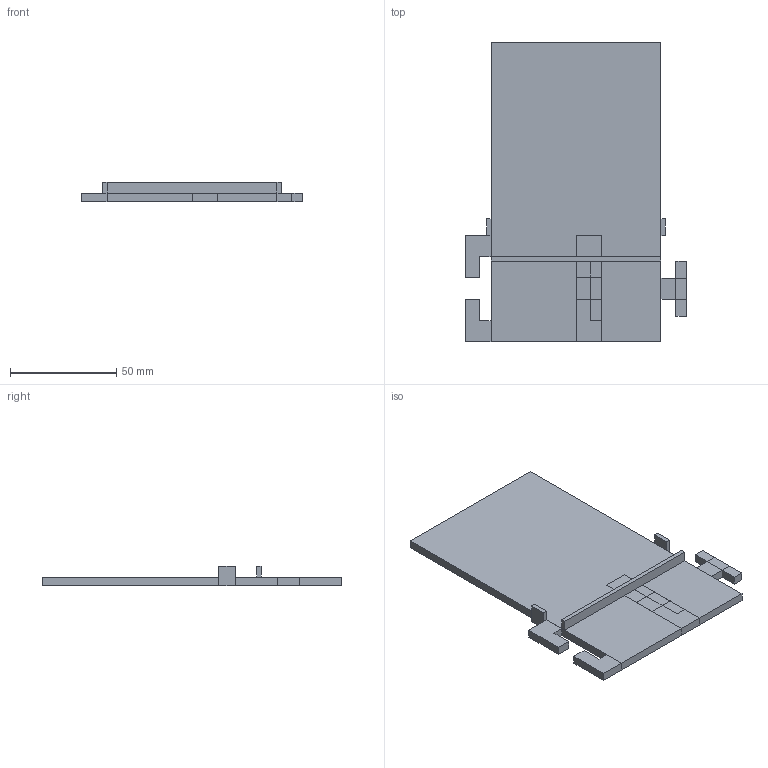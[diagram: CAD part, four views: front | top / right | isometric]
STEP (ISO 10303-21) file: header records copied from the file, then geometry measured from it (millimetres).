
FILE_DESCRIPTION(('FreeCAD Model'),'2;1');
FILE_NAME('Open CASCADE Shape Model','2024-11-09T10:48:55',(''),(''), 'Open CASCADE STEP processor 7.6','FreeCAD','Unknown');
FILE_SCHEMA(('AUTOMOTIVE_DESIGN { 1 0 10303 214 1 1 1 1 }'));
Length unit declared in the file: millimetre
Products named in the file (12): stand_tray; Cube; flansh; nut-1; nut-2; Cut; Cut001; backstop; left-slide; right; Cube001; left-slide (Mirror #1)
Assembly tree (11 placements, depth 2):
  stand_tray
    Cube
    flansh
    nut-1
    nut-2
    Cut
    Cut001
    backstop
    left-slide
    right
    Cube001
    left-slide (Mirror #1)
Bounding box: 104 x 141 x 9 mm (x, y, z)
Volume: 53992.2 mm3; surface area: 32212.1 mm2
Topology: 12 solids, 12 shells, 80 faces, 168 edges, 112 vertices
Faces by surface type: plane 80
Entity records: 2399 total; most frequent: CARTESIAN_POINT 372, DIRECTION 352, ORIENTED_EDGE 336, EDGE_CURVE 168, LINE 168, VECTOR 168, VERTEX_POINT 112, AXIS2_PLACEMENT_3D 92
